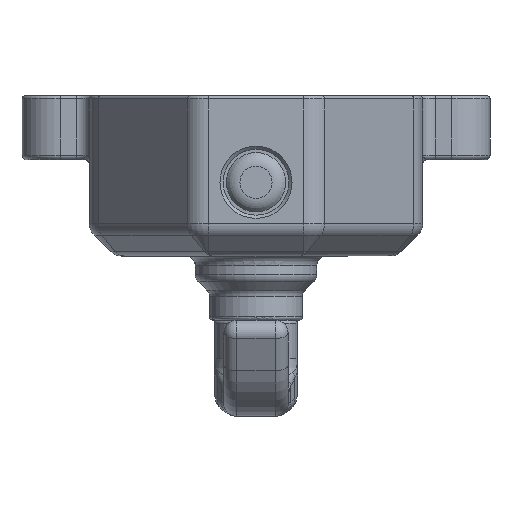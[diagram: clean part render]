
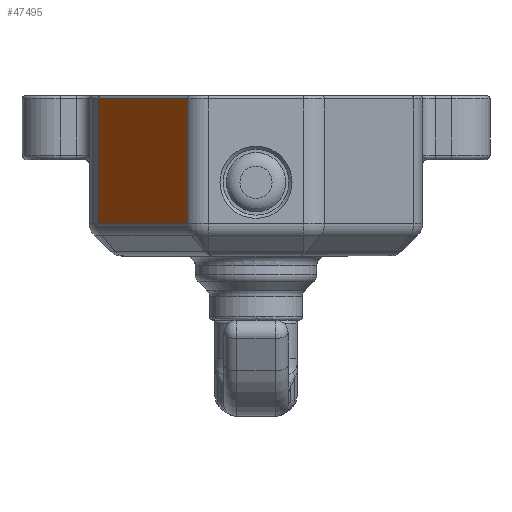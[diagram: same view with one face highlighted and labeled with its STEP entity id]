
A CAD part, front view. The second image highlights one B-rep face of the part: STEP entity #47495.
In plain terms, the highlighted planar face has unit normal (-0.819, -0.574, 0).
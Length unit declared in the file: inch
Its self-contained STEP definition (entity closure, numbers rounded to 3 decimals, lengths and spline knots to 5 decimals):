
#2570 = FACE_OUTER_BOUND ( 'NONE', #10501, .T. ) ;
#7200 = AXIS2_PLACEMENT_3D ( 'NONE', #37102, #60247, #8275 ) ;
#8275 = DIRECTION ( 'NONE',  ( -0.574, 0.819, 0. ) ) ;
#9888 = VECTOR ( 'NONE', #12167, 39.37008 ) ;
#10501 = EDGE_LOOP ( 'NONE', ( #15800, #13001, #52966, #36003 ) ) ;
#12167 = DIRECTION ( 'NONE',  ( -0.574, 0.819, 0. ) ) ;
#13001 = ORIENTED_EDGE ( 'NONE', *, *, #19218, .F. ) ;
#15459 = CARTESIAN_POINT ( 'NONE',  ( 8.76828, 24.81516, 34.27267 ) ) ;
#15800 = ORIENTED_EDGE ( 'NONE', *, *, #41493, .F. ) ;
#17980 = CARTESIAN_POINT ( 'NONE',  ( 9.86665, 23.24652, 32.70067 ) ) ;
#19218 = EDGE_CURVE ( 'NONE', #24827, #27241, #59157, .T. ) ;
#21887 = LINE ( 'NONE', #15459, #30885 ) ;
#22532 = CARTESIAN_POINT ( 'NONE',  ( 8.76828, 24.81516, 34.2333 ) ) ;
#24642 = CARTESIAN_POINT ( 'NONE',  ( 9.86665, 23.24652, 34.2333 ) ) ;
#24827 = VERTEX_POINT ( 'NONE', #22532 ) ;
#25376 = DIRECTION ( 'NONE',  ( 0.574, -0.819, 0. ) ) ;
#27241 = VERTEX_POINT ( 'NONE', #24642 ) ;
#30885 = VECTOR ( 'NONE', #38630, 39.37008 ) ;
#32352 = DIRECTION ( 'NONE',  ( 0., 0., -1. ) ) ;
#36003 = ORIENTED_EDGE ( 'NONE', *, *, #62094, .F. ) ;
#36347 = PLANE ( 'NONE',  #7200 ) ;
#37102 = CARTESIAN_POINT ( 'NONE',  ( 8.66148, 24.96768, 34.27267 ) ) ;
#38630 = DIRECTION ( 'NONE',  ( 0., 0., 1. ) ) ;
#39093 = VERTEX_POINT ( 'NONE', #17980 ) ;
#41493 = EDGE_CURVE ( 'NONE', #27241, #39093, #44854, .T. ) ;
#44854 = LINE ( 'NONE', #72993, #66454 ) ;
#46691 = LINE ( 'NONE', #64164, #9888 ) ;
#46988 = CARTESIAN_POINT ( 'NONE',  ( 8.76828, 24.81516, 32.70067 ) ) ;
#47495 = ADVANCED_FACE ( 'NONE', ( #2570 ), #36347, .F. ) ;
#48152 = CARTESIAN_POINT ( 'NONE',  ( 6.75858, 27.6853, 34.2333 ) ) ;
#52966 = ORIENTED_EDGE ( 'NONE', *, *, #53257, .F. ) ;
#53257 = EDGE_CURVE ( 'NONE', #73171, #24827, #21887, .T. ) ;
#59157 = LINE ( 'NONE', #48152, #69167 ) ;
#60247 = DIRECTION ( 'NONE',  ( 0.819, 0.574, 0. ) ) ;
#62094 = EDGE_CURVE ( 'NONE', #39093, #73171, #46691, .T. ) ;
#64164 = CARTESIAN_POINT ( 'NONE',  ( 8.66148, 24.96768, 32.70067 ) ) ;
#66454 = VECTOR ( 'NONE', #32352, 39.37008 ) ;
#69167 = VECTOR ( 'NONE', #25376, 39.37008 ) ;
#72993 = CARTESIAN_POINT ( 'NONE',  ( 9.86665, 23.24652, 34.27267 ) ) ;
#73171 = VERTEX_POINT ( 'NONE', #46988 ) ;
